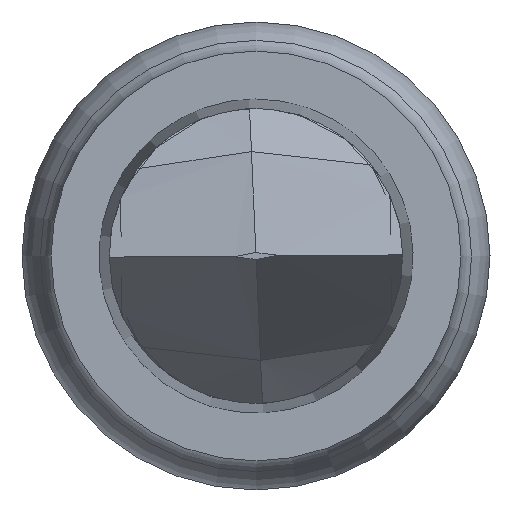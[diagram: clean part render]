
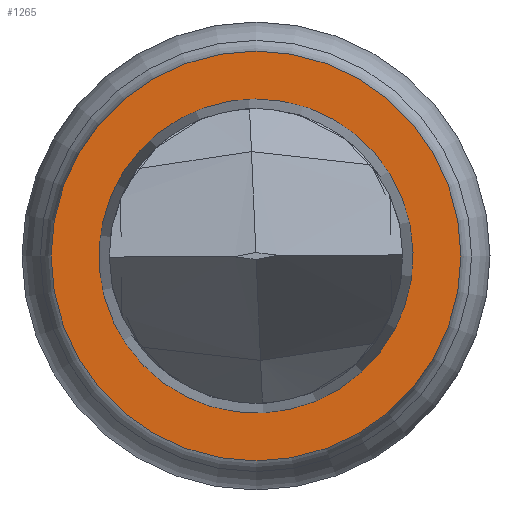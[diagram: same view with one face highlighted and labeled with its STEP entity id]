
A CAD part, left-side view. The second image highlights one B-rep face of the part: STEP entity #1265.
In plain terms, the highlighted planar face has unit normal (-1, 0, 0).
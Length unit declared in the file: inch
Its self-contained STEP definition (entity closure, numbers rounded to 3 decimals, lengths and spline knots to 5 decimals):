
#28 = CIRCLE ( 'NONE', #2022, 0.0176 ) ;
#201 = DIRECTION ( 'NONE',  ( 0., 0., 1. ) ) ;
#493 = FACE_OUTER_BOUND ( 'NONE', #1330, .T. ) ;
#505 = PLANE ( 'NONE',  #1044 ) ;
#672 = EDGE_LOOP ( 'NONE', ( #1143 ) ) ;
#775 = CARTESIAN_POINT ( 'NONE',  ( 0., 0., 0. ) ) ;
#777 = CARTESIAN_POINT ( 'NONE',  ( 0., 0., 0. ) ) ;
#778 = AXIS2_PLACEMENT_3D ( 'NONE', #775, #838, #201 ) ;
#785 = DIRECTION ( 'NONE',  ( 0., 0., 1. ) ) ;
#795 = VERTEX_POINT ( 'NONE', #1775 ) ;
#838 = DIRECTION ( 'NONE',  ( -1., 0., 0. ) ) ;
#885 = EDGE_CURVE ( 'NONE', #1756, #1756, #28, .T. ) ;
#960 = DIRECTION ( 'NONE',  ( 1., 0., 0. ) ) ;
#1044 = AXIS2_PLACEMENT_3D ( 'NONE', #1104, #1129, #785 ) ;
#1104 = CARTESIAN_POINT ( 'NONE',  ( 0., 0.0165, 0. ) ) ;
#1113 = ORIENTED_EDGE ( 'NONE', *, *, #885, .F. ) ;
#1129 = DIRECTION ( 'NONE',  ( -1., 0., 0. ) ) ;
#1143 = ORIENTED_EDGE ( 'NONE', *, *, #1301, .F. ) ;
#1265 = ADVANCED_FACE ( 'NONE', ( #1603, #493 ), #505, .T. ) ;
#1272 = CARTESIAN_POINT ( 'NONE',  ( 0., 0., -0.0176 ) ) ;
#1301 = EDGE_CURVE ( 'NONE', #795, #795, #2024, .T. ) ;
#1330 = EDGE_LOOP ( 'NONE', ( #1113 ) ) ;
#1455 = DIRECTION ( 'NONE',  ( 0., 0., -1. ) ) ;
#1603 = FACE_BOUND ( 'NONE', #672, .T. ) ;
#1756 = VERTEX_POINT ( 'NONE', #1272 ) ;
#1775 = CARTESIAN_POINT ( 'NONE',  ( 0., 0., 0.01349 ) ) ;
#2022 = AXIS2_PLACEMENT_3D ( 'NONE', #777, #960, #1455 ) ;
#2024 = CIRCLE ( 'NONE', #778, 0.01349 ) ;
